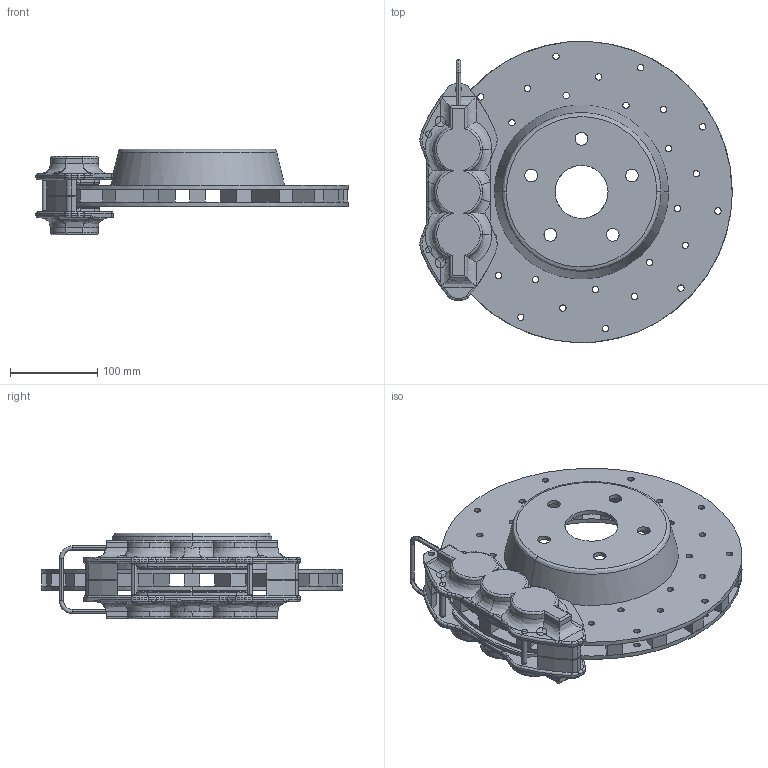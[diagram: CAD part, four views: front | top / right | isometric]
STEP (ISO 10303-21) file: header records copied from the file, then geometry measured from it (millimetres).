
FILE_DESCRIPTION(('FreeCAD Model'),'2;1');
FILE_NAME('Open CASCADE Shape Model','2025-05-04T19:14:02',('FreeCAD'),( 'FreeCAD'),'Open CASCADE STEP processor 7.6','FreeCAD','Unknown');
FILE_SCHEMA(('AUTOMOTIVE_DESIGN { 1 0 10303 214 1 1 1 1 }'));
Products named in the file (1): Open CASCADE STEP translator 7.6 1
Bounding box: 357.54 x 344.9 x 98.37 mm (x, y, z)
Volume: 2378093.6 mm3; surface area: 571409.1 mm2
Topology: 3 solids, 3 shells, 1065 faces, 2632 edges, 1536 vertices
Faces by surface type: bspline 1065
Entity records: 34056 total; most frequent: CARTESIAN_POINT 19509, ORIENTED_EDGE 5264, EDGE_CURVE 2632, VERTEX_POINT 1536, B_SPLINE_CURVE_WITH_KNOTS 1262, FACE_BOUND 1212, EDGE_LOOP 1212, ADVANCED_FACE 1065
